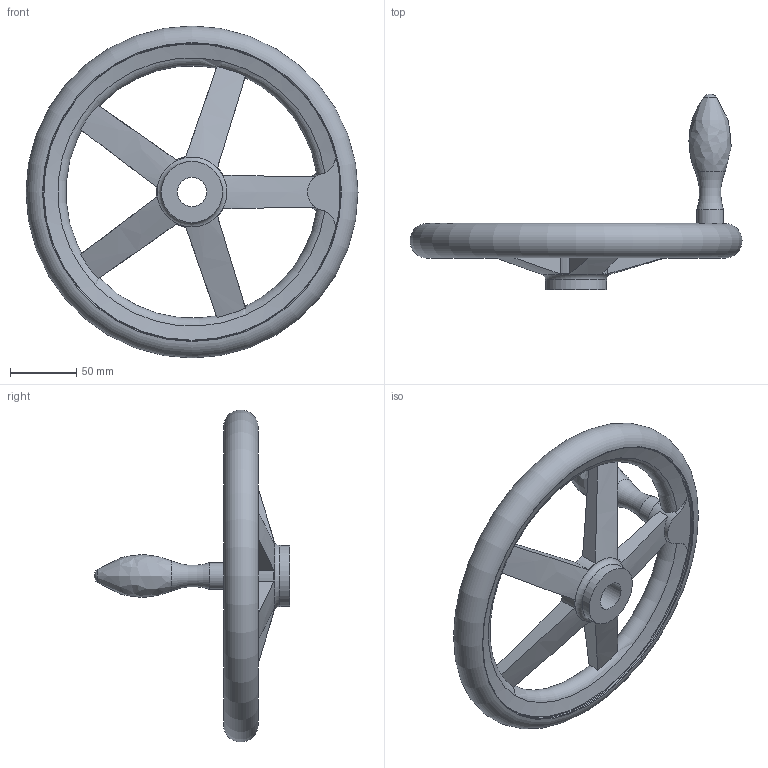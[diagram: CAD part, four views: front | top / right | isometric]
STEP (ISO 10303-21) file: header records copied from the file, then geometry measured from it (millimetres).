
FILE_DESCRIPTION( ( 'STEP AP214' ), '1' );
FILE_NAME( 'K0671.4250X22.stp', '2020-12-09T11:02:23', ( '' ), ( '' ), ' ', 'PARTsolutions', ' ' );
FILE_SCHEMA( ( 'AUTOMOTIVE_DESIGN { 1 0 10303 214 1 1 1 1 }' ) );
Length unit declared in the file: millimetre
Products named in the file (1): _K0671.4250X22
Bounding box: 250 x 147.5 x 250 mm (x, y, z)
Volume: 558291.9 mm3; surface area: 101811.5 mm2
Topology: 1 solids, 1 shells, 49 faces, 145 edges, 93 vertices
Faces by surface type: cylinder 16, plane 14, torus 13, cone 4, bspline 1, sphere 1
Full cylindrical faces by diameter (mm): 20 x1, 22 x1, 46 x2, 224 x2
Entity records: 2423 total; most frequent: CARTESIAN_POINT 859, ORIENTED_EDGE 240, DIRECTION 218, EDGE_CURVE 120, AXIS2_PLACEMENT_3D 101, VERTEX_POINT 88, EDGE_LOOP 74, FACE_OUTER_BOUND 64
